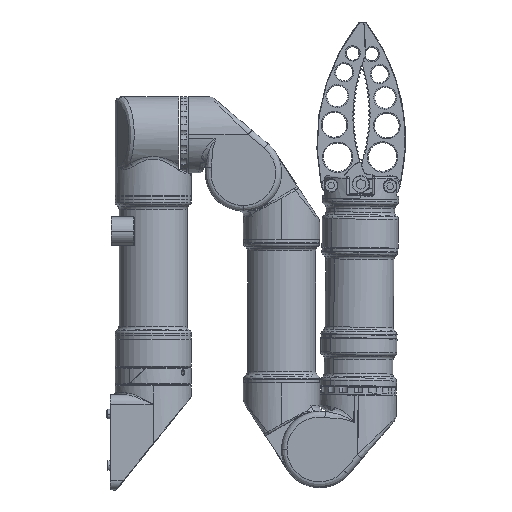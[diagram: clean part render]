
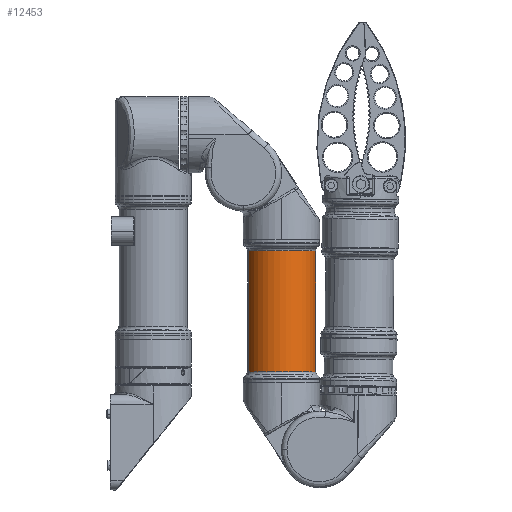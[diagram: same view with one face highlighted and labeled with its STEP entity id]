
A CAD part, front view. The second image highlights one B-rep face of the part: STEP entity #12453.
In plain terms, the highlighted cylindrical face has radius 17.9 mm (diameter 35.8 mm), a partial arc.
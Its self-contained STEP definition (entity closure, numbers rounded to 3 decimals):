
#593 = CARTESIAN_POINT ( 'NONE',  ( 77.585, -24.631, 9.905 ) ) ;
#4428 = CARTESIAN_POINT ( 'NONE',  ( 101.852, -31.703, 50.513 ) ) ;
#5553 = ORIENTED_EDGE ( 'NONE', *, *, #46122, .F. ) ;
#7551 = VERTEX_POINT ( 'NONE', #44992 ) ;
#7830 = AXIS2_PLACEMENT_3D ( 'NONE', #10739, #57925, #17508 ) ;
#9959 = DIRECTION ( 'NONE',  ( 0.921, -0.266, 0.285 ) ) ;
#9996 = VERTEX_POINT ( 'NONE', #25202 ) ;
#10739 = CARTESIAN_POINT ( 'NONE',  ( 76.663, -24.508, 75.819 ) ) ;
#12453 = ADVANCED_FACE ( 'NONE', ( #76027 ), #40144, .T. ) ;
#13427 = EDGE_CURVE ( 'NONE', #9996, #44551, #83257, .T. ) ;
#15070 = ORIENTED_EDGE ( 'NONE', *, *, #30426, .F. ) ;
#16711 = CARTESIAN_POINT ( 'NONE',  ( 85.366, -26.947, 45.412 ) ) ;
#17508 = DIRECTION ( 'NONE',  ( 0.921, -0.266, 0.285 ) ) ;
#21294 = EDGE_LOOP ( 'NONE', ( #59276, #28209, #15070, #5553 ) ) ;
#23681 = VECTOR ( 'NONE', #38055, 1000. ) ;
#25202 = CARTESIAN_POINT ( 'NONE',  ( 93.148, -29.264, 80.919 ) ) ;
#28209 = ORIENTED_EDGE ( 'NONE', *, *, #56368, .T. ) ;
#30426 = EDGE_CURVE ( 'NONE', #7551, #37727, #53404, .T. ) ;
#37727 = VERTEX_POINT ( 'NONE', #593 ) ;
#38055 = DIRECTION ( 'NONE',  ( 0.274, -0.077, -0.959 ) ) ;
#39032 = DIRECTION ( 'NONE',  ( 0.274, -0.077, -0.959 ) ) ;
#40144 = CYLINDRICAL_SURFACE ( 'NONE', #82453, 17.9 ) ;
#40443 = CARTESIAN_POINT ( 'NONE',  ( 60.177, -19.751, 70.718 ) ) ;
#44551 = VERTEX_POINT ( 'NONE', #40443 ) ;
#44992 = CARTESIAN_POINT ( 'NONE',  ( 110.556, -34.143, 20.107 ) ) ;
#46122 = EDGE_CURVE ( 'NONE', #9996, #7551, #75411, .T. ) ;
#48737 = LINE ( 'NONE', #50514, #84563 ) ;
#49794 = AXIS2_PLACEMENT_3D ( 'NONE', #79410, #39032, #86228 ) ;
#50514 = CARTESIAN_POINT ( 'NONE',  ( 68.881, -22.191, 40.312 ) ) ;
#53404 = CIRCLE ( 'NONE', #49794, 17.9 ) ;
#56368 = EDGE_CURVE ( 'NONE', #44551, #37727, #48737, .T. ) ;
#57925 = DIRECTION ( 'NONE',  ( 0.274, -0.077, -0.959 ) ) ;
#59276 = ORIENTED_EDGE ( 'NONE', *, *, #13427, .T. ) ;
#63925 = DIRECTION ( 'NONE',  ( 0.274, -0.077, -0.959 ) ) ;
#64062 = DIRECTION ( 'NONE',  ( 0.274, -0.077, -0.959 ) ) ;
#75411 = LINE ( 'NONE', #4428, #23681 ) ;
#76027 = FACE_OUTER_BOUND ( 'NONE', #21294, .T. ) ;
#79410 = CARTESIAN_POINT ( 'NONE',  ( 94.07, -29.387, 15.006 ) ) ;
#82453 = AXIS2_PLACEMENT_3D ( 'NONE', #16711, #63925, #9959 ) ;
#83257 = CIRCLE ( 'NONE', #7830, 17.9 ) ;
#84563 = VECTOR ( 'NONE', #64062, 1000. ) ;
#86228 = DIRECTION ( 'NONE',  ( 0.921, -0.266, 0.285 ) ) ;
